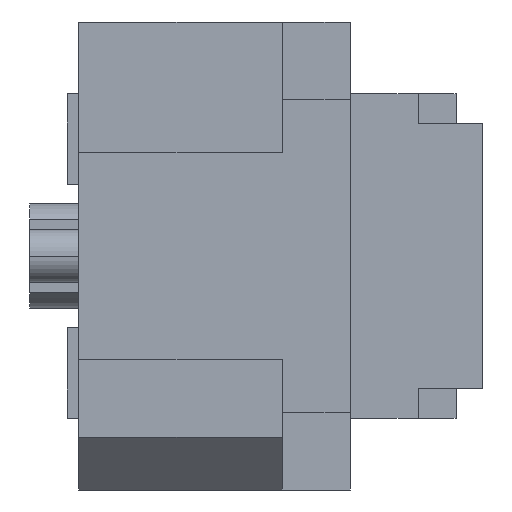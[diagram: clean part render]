
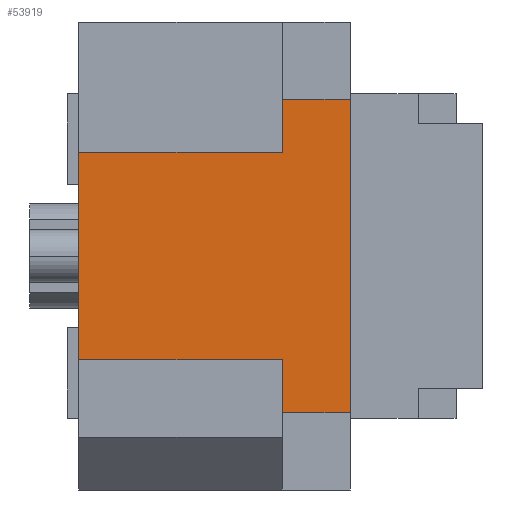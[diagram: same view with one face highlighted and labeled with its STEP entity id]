
A CAD part, left-side view. The second image highlights one B-rep face of the part: STEP entity #53919.
In plain terms, the highlighted planar face has unit normal (-1, 0, 0).
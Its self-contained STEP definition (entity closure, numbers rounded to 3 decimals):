
#14883=DIRECTION('',(0.,0.,-1.));
#14884=VECTOR('',#14883,2.75);
#14885=CARTESIAN_POINT('',(-30.2,5.35,1.375));
#14886=LINE('',#14885,#14884);
#15057=DIRECTION('',(0.,0.,1.));
#15058=VECTOR('',#15057,0.7);
#15059=CARTESIAN_POINT('',(-30.2,2.65,1.375));
#15060=LINE('',#15059,#15058);
#15085=DIRECTION('',(0.,0.,1.));
#15086=VECTOR('',#15085,0.7);
#15087=CARTESIAN_POINT('',(-30.2,2.65,-2.075));
#15088=LINE('',#15087,#15086);
#15185=DIRECTION('',(0.,0.,-1.));
#15186=VECTOR('',#15185,4.15);
#15187=CARTESIAN_POINT('',(-30.2,1.75,2.075));
#15188=LINE('',#15187,#15186);
#15365=DIRECTION('',(0.,-1.,0.));
#15366=VECTOR('',#15365,0.9);
#15367=CARTESIAN_POINT('',(-30.2,2.65,-2.075));
#15368=LINE('',#15367,#15366);
#15373=DIRECTION('',(0.,-1.,0.));
#15374=VECTOR('',#15373,2.7);
#15375=CARTESIAN_POINT('',(-30.2,5.35,1.375));
#15376=LINE('',#15375,#15374);
#15377=DIRECTION('',(0.,-1.,0.));
#15378=VECTOR('',#15377,2.7);
#15379=CARTESIAN_POINT('',(-30.2,5.35,-1.375));
#15380=LINE('',#15379,#15378);
#15429=DIRECTION('',(0.,-1.,0.));
#15430=VECTOR('',#15429,0.9);
#15431=CARTESIAN_POINT('',(-30.2,2.65,2.075));
#15432=LINE('',#15431,#15430);
#23497=CARTESIAN_POINT('',(-30.2,1.75,2.075));
#23498=CARTESIAN_POINT('',(-30.2,1.75,-2.075));
#23499=VERTEX_POINT('',#23497);
#23500=VERTEX_POINT('',#23498);
#23505=CARTESIAN_POINT('',(-30.2,2.65,2.075));
#23506=VERTEX_POINT('',#23505);
#23507=CARTESIAN_POINT('',(-30.2,2.65,-2.075));
#23508=VERTEX_POINT('',#23507);
#23517=CARTESIAN_POINT('',(-30.2,5.35,1.375));
#23518=CARTESIAN_POINT('',(-30.2,5.35,-1.375));
#23519=VERTEX_POINT('',#23517);
#23520=VERTEX_POINT('',#23518);
#23537=CARTESIAN_POINT('',(-30.2,2.65,-1.375));
#23538=VERTEX_POINT('',#23537);
#23539=CARTESIAN_POINT('',(-30.2,2.65,1.375));
#23540=VERTEX_POINT('',#23539);
#53901=CARTESIAN_POINT('',(-30.2,1.75,-3.15));
#53902=DIRECTION('',(1.,0.,0.));
#53903=DIRECTION('',(0.,0.,1.));
#53904=AXIS2_PLACEMENT_3D('',#53901,#53902,#53903);
#53905=PLANE('',#53904);
#53906=ORIENTED_EDGE('',*,*,#53482,.T.);
#53908=ORIENTED_EDGE('',*,*,#53907,.F.);
#53909=ORIENTED_EDGE('',*,*,#53247,.F.);
#53911=ORIENTED_EDGE('',*,*,#53910,.T.);
#53912=ORIENTED_EDGE('',*,*,#53461,.T.);
#53914=ORIENTED_EDGE('',*,*,#53913,.T.);
#53915=ORIENTED_EDGE('',*,*,#53572,.T.);
#53916=ORIENTED_EDGE('',*,*,#53893,.F.);
#53917=EDGE_LOOP('',(#53906,#53908,#53909,#53911,#53912,#53914,#53915,#53916));
#53918=FACE_OUTER_BOUND('',#53917,.F.);
#53247=EDGE_CURVE('',#23519,#23520,#14886,.T.);
#53461=EDGE_CURVE('',#23540,#23506,#15060,.T.);
#53482=EDGE_CURVE('',#23508,#23538,#15088,.T.);
#53572=EDGE_CURVE('',#23499,#23500,#15188,.T.);
#53893=EDGE_CURVE('',#23508,#23500,#15368,.T.);
#53907=EDGE_CURVE('',#23520,#23538,#15380,.T.);
#53910=EDGE_CURVE('',#23519,#23540,#15376,.T.);
#53913=EDGE_CURVE('',#23506,#23499,#15432,.T.);
#53919=ADVANCED_FACE('',(#53918),#53905,.F.);
